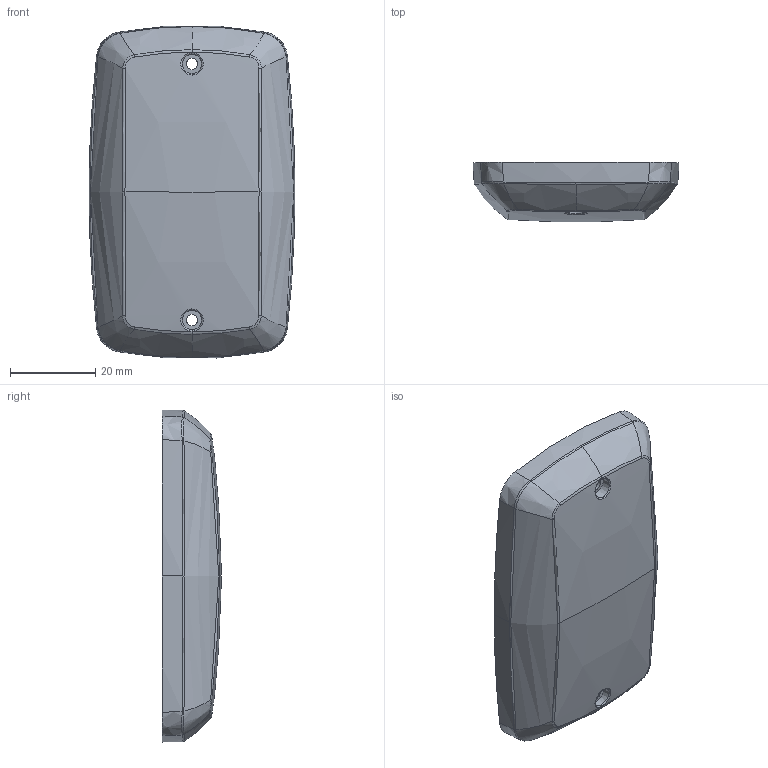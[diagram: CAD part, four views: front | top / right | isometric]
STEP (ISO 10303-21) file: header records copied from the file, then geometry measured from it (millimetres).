
FILE_DESCRIPTION(/* description */ (''),/* implementation_level */ '2;1');
FILE_NAME(/* name */ '0001206A - bottom.step',/* time_stamp */ '2020-04-14T14:49:53+02:00',/* author */ (''),/* organization */ (''),/* preprocessor_version */ 'ST-DEVELOPER v18.1',/* originating_system */ 'Autodesk Translation Framework v9.2.0.1227',/* authorisation */ '');
FILE_SCHEMA (('AUTOMOTIVE_DESIGN { 1 0 10303 214 3 1 1 }'));
Length unit declared in the file: millimetre
Products named in the file (1): 0001206A - Unterteil Höhe 4mm
Bounding box: 48.24 x 13.83 x 77.77 mm (x, y, z)
Volume: 10131 mm3; surface area: 10773.5 mm2
Topology: 1 solids, 1 shells, 155 faces, 431 edges, 283 vertices
Faces by surface type: bspline 68, plane 55, cone 28, sphere 4
Entity records: 10421 total; most frequent: CARTESIAN_POINT 6979, ORIENTED_EDGE 862, DIRECTION 531, EDGE_CURVE 431, VERTEX_POINT 283, AXIS2_PLACEMENT_3D 222, B_SPLINE_CURVE_WITH_KNOTS 174, EDGE_LOOP 164
